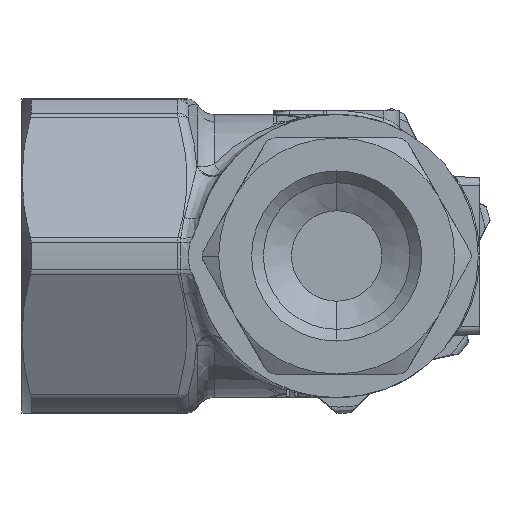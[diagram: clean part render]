
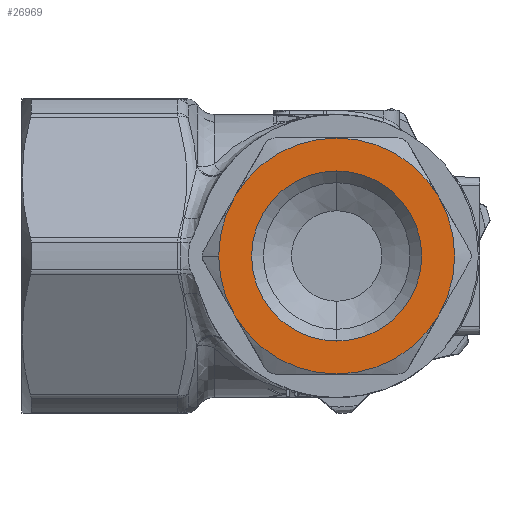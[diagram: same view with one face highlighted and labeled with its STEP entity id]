
A CAD part, front view. The second image highlights one B-rep face of the part: STEP entity #26969.
In plain terms, the highlighted planar face has unit normal (0, -1, 0).
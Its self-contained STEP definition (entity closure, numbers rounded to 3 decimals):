
#2523 = DIRECTION ( 'NONE',  ( 0., 0., -1. ) ) ;
#4542 = VERTEX_POINT ( 'NONE', #25242 ) ;
#4543 = VERTEX_POINT ( 'NONE', #25243 ) ;
#4544 = VERTEX_POINT ( 'NONE', #25244 ) ;
#4545 = VERTEX_POINT ( 'NONE', #25245 ) ;
#4562 = VERTEX_POINT ( 'NONE', #25262 ) ;
#4563 = VERTEX_POINT ( 'NONE', #25263 ) ;
#4565 = VERTEX_POINT ( 'NONE', #25265 ) ;
#4568 = VERTEX_POINT ( 'NONE', #25268 ) ;
#4777 = CARTESIAN_POINT ( 'NONE',  ( 0., -24.5, 0. ) ) ;
#4778 = DIRECTION ( 'NONE',  ( 0., 1., 0. ) ) ;
#4779 = DIRECTION ( 'NONE',  ( -1., 0., 0. ) ) ;
#4780 = CARTESIAN_POINT ( 'NONE',  ( 0., -24.5, 0. ) ) ;
#4781 = DIRECTION ( 'NONE',  ( 0., 1., 0. ) ) ;
#4782 = DIRECTION ( 'NONE',  ( 0., 0., -1. ) ) ;
#8648 = CARTESIAN_POINT ( 'NONE',  ( -12.99, -24.5, 7.5 ) ) ;
#10660 = ORIENTED_EDGE ( 'NONE', *, *, #19081, .T. ) ;
#10661 = ORIENTED_EDGE ( 'NONE', *, *, #19141, .T. ) ;
#10662 = ORIENTED_EDGE ( 'NONE', *, *, #19142, .F. ) ;
#10663 = ORIENTED_EDGE ( 'NONE', *, *, #19143, .F. ) ;
#10664 = ORIENTED_EDGE ( 'NONE', *, *, #19144, .F. ) ;
#10665 = ORIENTED_EDGE ( 'NONE', *, *, #19145, .F. ) ;
#10666 = ORIENTED_EDGE ( 'NONE', *, *, #19146, .F. ) ;
#10667 = ORIENTED_EDGE ( 'NONE', *, *, #19147, .F. ) ;
#10668 = ORIENTED_EDGE ( 'NONE', *, *, #19083, .F. ) ;
#15725 = AXIS2_PLACEMENT_3D ( 'NONE', #16393, #16394, #16395 ) ;
#16367 = FACE_OUTER_BOUND ( 'NONE', #28869, .T. ) ;
#16382 = FACE_BOUND ( 'NONE', #28871, .T. ) ;
#16384 = PLANE ( 'NONE',  #15725 ) ;
#16393 = CARTESIAN_POINT ( 'NONE',  ( -25.981, -24.5, 15. ) ) ;
#16394 = DIRECTION ( 'NONE',  ( 0., -1., 0. ) ) ;
#16395 = DIRECTION ( 'NONE',  ( 0., 0., -1. ) ) ;
#19081 = EDGE_CURVE ( 'NONE', #4543, #4544, #22377, .T. ) ;
#19083 = EDGE_CURVE ( 'NONE', #4542, #4545, #22380, .T. ) ;
#19141 = EDGE_CURVE ( 'NONE', #4544, #4543, #22437, .T. ) ;
#19142 = EDGE_CURVE ( 'NONE', #4568, #4542, #22436, .T. ) ;
#19143 = EDGE_CURVE ( 'NONE', #4563, #4568, #22439, .T. ) ;
#19144 = EDGE_CURVE ( 'NONE', #4562, #4563, #22440, .T. ) ;
#19145 = EDGE_CURVE ( 'NONE', #4565, #4562, #22442, .T. ) ;
#19146 = EDGE_CURVE ( 'NONE', #25861, #4565, #22444, .T. ) ;
#19147 = EDGE_CURVE ( 'NONE', #4545, #25861, #22446, .T. ) ;
#22377 = CIRCLE ( 'NONE', #22381, 10.815 ) ;
#22380 = CIRCLE ( 'NONE', #22384, 15. ) ;
#22381 = AXIS2_PLACEMENT_3D ( 'NONE', #28509, #28510, #28511 ) ;
#22384 = AXIS2_PLACEMENT_3D ( 'NONE', #28517, #28518, #28519 ) ;
#22436 = CIRCLE ( 'NONE', #22441, 15. ) ;
#22437 = CIRCLE ( 'NONE', #22438, 10.815 ) ;
#22438 = AXIS2_PLACEMENT_3D ( 'NONE', #28743, #28744, #28745 ) ;
#22439 = CIRCLE ( 'NONE', #22443, 15. ) ;
#22440 = CIRCLE ( 'NONE', #22445, 15. ) ;
#22441 = AXIS2_PLACEMENT_3D ( 'NONE', #28747, #28748, #28749 ) ;
#22442 = CIRCLE ( 'NONE', #22447, 15. ) ;
#22443 = AXIS2_PLACEMENT_3D ( 'NONE', #28750, #28751, #28752 ) ;
#22444 = CIRCLE ( 'NONE', #22449, 15. ) ;
#22445 = AXIS2_PLACEMENT_3D ( 'NONE', #28753, #28754, #28755 ) ;
#22446 = CIRCLE ( 'NONE', #22451, 15. ) ;
#22447 = AXIS2_PLACEMENT_3D ( 'NONE', #28756, #28757, #2523 ) ;
#22449 = AXIS2_PLACEMENT_3D ( 'NONE', #4777, #4778, #4779 ) ;
#22451 = AXIS2_PLACEMENT_3D ( 'NONE', #4780, #4781, #4782 ) ;
#25242 = CARTESIAN_POINT ( 'NONE',  ( -12.99, -24.5, -7.5 ) ) ;
#25243 = CARTESIAN_POINT ( 'NONE',  ( 0., -24.5, -10.815 ) ) ;
#25244 = CARTESIAN_POINT ( 'NONE',  ( 0., -24.5, 10.815 ) ) ;
#25245 = CARTESIAN_POINT ( 'NONE',  ( -15., -24.5, 0. ) ) ;
#25262 = CARTESIAN_POINT ( 'NONE',  ( 12.99, -24.5, 7.5 ) ) ;
#25263 = CARTESIAN_POINT ( 'NONE',  ( 12.99, -24.5, -7.5 ) ) ;
#25265 = CARTESIAN_POINT ( 'NONE',  ( 0., -24.5, 15. ) ) ;
#25268 = CARTESIAN_POINT ( 'NONE',  ( 0., -24.5, -15. ) ) ;
#25861 = VERTEX_POINT ( 'NONE', #8648 ) ;
#26969 = ADVANCED_FACE ( 'NONE', ( #16382, #16367 ), #16384, .T. ) ;
#28509 = CARTESIAN_POINT ( 'NONE',  ( 0., -24.5, 0. ) ) ;
#28510 = DIRECTION ( 'NONE',  ( 0., 1., 0. ) ) ;
#28511 = DIRECTION ( 'NONE',  ( 0., 0., -1. ) ) ;
#28517 = CARTESIAN_POINT ( 'NONE',  ( 0., -24.5, 0. ) ) ;
#28518 = DIRECTION ( 'NONE',  ( 0., 1., 0. ) ) ;
#28519 = DIRECTION ( 'NONE',  ( 0., 0., -1. ) ) ;
#28743 = CARTESIAN_POINT ( 'NONE',  ( 0., -24.5, 0. ) ) ;
#28744 = DIRECTION ( 'NONE',  ( 0., 1., 0. ) ) ;
#28745 = DIRECTION ( 'NONE',  ( 0., 0., -1. ) ) ;
#28747 = CARTESIAN_POINT ( 'NONE',  ( 0., -24.5, 0. ) ) ;
#28748 = DIRECTION ( 'NONE',  ( 0., 1., 0. ) ) ;
#28749 = DIRECTION ( 'NONE',  ( 0., 0., -1. ) ) ;
#28750 = CARTESIAN_POINT ( 'NONE',  ( 0., -24.5, 0. ) ) ;
#28751 = DIRECTION ( 'NONE',  ( 0., 1., 0. ) ) ;
#28752 = DIRECTION ( 'NONE',  ( 0., 0., -1. ) ) ;
#28753 = CARTESIAN_POINT ( 'NONE',  ( 0., -24.5, 0. ) ) ;
#28754 = DIRECTION ( 'NONE',  ( 0., 1., 0. ) ) ;
#28755 = DIRECTION ( 'NONE',  ( 0., 0., -1. ) ) ;
#28756 = CARTESIAN_POINT ( 'NONE',  ( 0., -24.5, 0. ) ) ;
#28757 = DIRECTION ( 'NONE',  ( 0., 1., 0. ) ) ;
#28869 = EDGE_LOOP ( 'NONE', ( #10662, #10663, #10664, #10665, #10666, #10667, #10668 ) ) ;
#28871 = EDGE_LOOP ( 'NONE', ( #10660, #10661 ) ) ;
